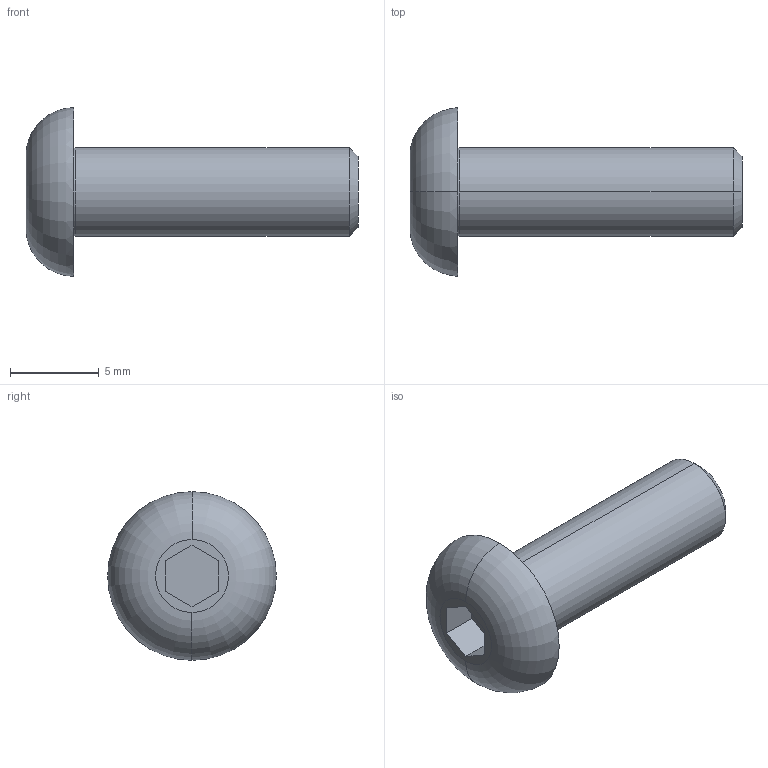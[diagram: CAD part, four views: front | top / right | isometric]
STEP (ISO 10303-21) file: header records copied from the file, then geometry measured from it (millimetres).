
FILE_DESCRIPTION (( 'STEP AP203' ), '1' );
FILE_NAME ('BH-M5X16-SS_REV_A.step', '2025-08-17T05:21:57', ( '' ), ( '' ), 'SwSTEP 2.0', 'SolidWorks 2024', '' );
FILE_SCHEMA (( 'CONFIG_CONTROL_DESIGN' ));
Length unit declared in the file: millimetre
Products named in the file (1): BH-M5X16-SS_REV_A
Bounding box: 18.7 x 9.5 x 9.5 mm (x, y, z)
Volume: 447.3 mm3; surface area: 451.7 mm2
Topology: 1 solids, 1 shells, 19 faces, 40 edges, 26 vertices
Faces by surface type: plane 11, cylinder 4, cone 2, torus 2
Entity records: 591 total; most frequent: DIRECTION 96, CARTESIAN_POINT 86, ORIENTED_EDGE 80, EDGE_CURVE 40, AXIS2_PLACEMENT_3D 36, VERTEX_POINT 26, LINE 24, VECTOR 24
